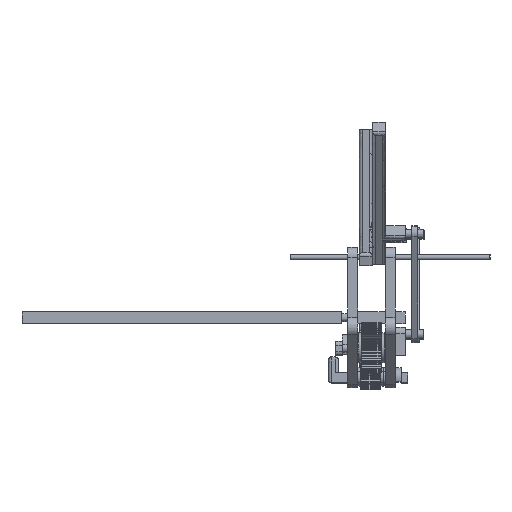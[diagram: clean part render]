
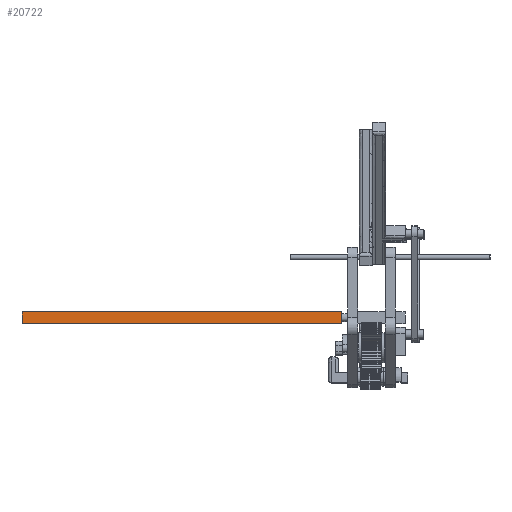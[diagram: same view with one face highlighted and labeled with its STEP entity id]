
A CAD part, left-side view. The second image highlights one B-rep face of the part: STEP entity #20722.
In plain terms, the highlighted free-form (B-spline) face has degree [1, 1] with [2, 2] control points.
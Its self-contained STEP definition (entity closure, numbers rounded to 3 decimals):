
#20623 = VERTEX_POINT('',#20624);
#20624 = CARTESIAN_POINT('',(-23.767,15.037,
    45.417));
#20637 = VERTEX_POINT('',#20638);
#20638 = CARTESIAN_POINT('',(-23.767,209.504,
    45.417));
#20643 = EDGE_CURVE('',#20637,#20623,#20644,.T.);
#20644 = B_SPLINE_CURVE_WITH_KNOTS('',1,(#20645,#20646),.UNSPECIFIED.,
  .F.,.F.,(2,2),(0.,160.),.PIECEWISE_BEZIER_KNOTS.);
#20645 = CARTESIAN_POINT('',(-23.767,209.504,
    45.417));
#20646 = CARTESIAN_POINT('',(-23.767,15.037,
    45.417));
#20699 = VERTEX_POINT('',#20700);
#20700 = CARTESIAN_POINT('',(-23.767,15.037,
    38.124));
#20705 = EDGE_CURVE('',#20706,#20699,#20708,.T.);
#20706 = VERTEX_POINT('',#20707);
#20707 = CARTESIAN_POINT('',(-23.767,209.504,
    38.124));
#20708 = B_SPLINE_CURVE_WITH_KNOTS('',1,(#20709,#20710),.UNSPECIFIED.,
  .F.,.F.,(2,2),(0.,160.),.PIECEWISE_BEZIER_KNOTS.);
#20709 = CARTESIAN_POINT('',(-23.767,209.504,
    38.124));
#20710 = CARTESIAN_POINT('',(-23.767,15.037,
    38.124));
#20722 = ADVANCED_FACE('',(#20723),#20737,.T.);
#20723 = FACE_BOUND('',#20724,.T.);
#20724 = EDGE_LOOP('',(#20725,#20730,#20731,#20736));
#20725 = ORIENTED_EDGE('',*,*,#20726,.F.);
#20726 = EDGE_CURVE('',#20623,#20699,#20727,.T.);
#20727 = B_SPLINE_CURVE_WITH_KNOTS('',1,(#20728,#20729),.UNSPECIFIED.,
  .F.,.F.,(2,2),(-3.,3.),.PIECEWISE_BEZIER_KNOTS.);
#20728 = CARTESIAN_POINT('',(-23.767,15.037,
    45.417));
#20729 = CARTESIAN_POINT('',(-23.767,15.037,
    38.124));
#20730 = ORIENTED_EDGE('',*,*,#20643,.F.);
#20731 = ORIENTED_EDGE('',*,*,#20732,.T.);
#20732 = EDGE_CURVE('',#20637,#20706,#20733,.T.);
#20733 = B_SPLINE_CURVE_WITH_KNOTS('',1,(#20734,#20735),.UNSPECIFIED.,
  .F.,.F.,(2,2),(-3.,3.),.PIECEWISE_BEZIER_KNOTS.);
#20734 = CARTESIAN_POINT('',(-23.767,209.504,
    45.417));
#20735 = CARTESIAN_POINT('',(-23.767,209.504,
    38.124));
#20736 = ORIENTED_EDGE('',*,*,#20705,.T.);
#20737 = B_SPLINE_SURFACE_WITH_KNOTS('',1,1,(
    (#20738,#20739)
    ,(#20740,#20741
    )),.UNSPECIFIED.,.F.,.F.,.F.,(2,2),(2,2),(-160.,0.),(-3.,3.),
  .PIECEWISE_BEZIER_KNOTS.);
#20738 = CARTESIAN_POINT('',(-23.767,15.037,
    45.417));
#20739 = CARTESIAN_POINT('',(-23.767,15.037,
    38.124));
#20740 = CARTESIAN_POINT('',(-23.767,209.504,
    45.417));
#20741 = CARTESIAN_POINT('',(-23.767,209.504,
    38.124));
